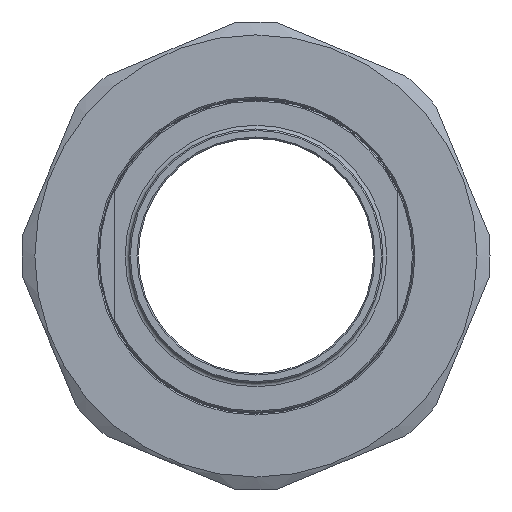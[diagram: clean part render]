
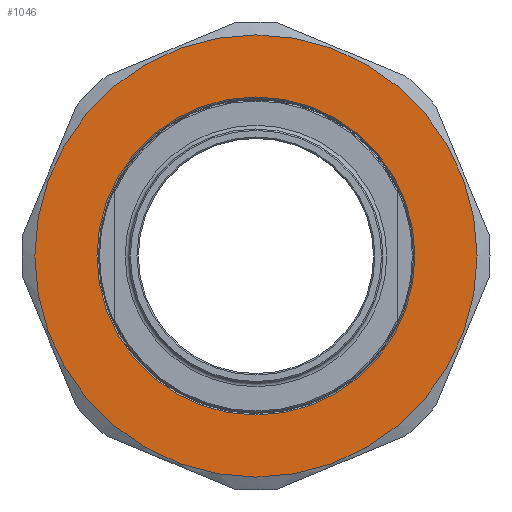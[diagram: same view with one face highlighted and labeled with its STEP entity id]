
A CAD part, left-side view. The second image highlights one B-rep face of the part: STEP entity #1046.
In plain terms, the highlighted planar face has unit normal (-1, 0, 0).
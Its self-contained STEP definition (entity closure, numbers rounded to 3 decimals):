
#36=FACE_BOUND('',#198,.T.);
#94=PLANE('',#1212);
#132=FACE_OUTER_BOUND('',#197,.T.);
#197=EDGE_LOOP('',(#811));
#198=EDGE_LOOP('',(#812));
#370=CIRCLE('',#1192,47.);
#380=CIRCLE('',#1211,33.8);
#472=VERTEX_POINT('',#1813);
#481=VERTEX_POINT('',#1845);
#593=EDGE_CURVE('',#472,#472,#370,.T.);
#606=EDGE_CURVE('',#481,#481,#380,.T.);
#811=ORIENTED_EDGE('',*,*,#593,.T.);
#812=ORIENTED_EDGE('',*,*,#606,.F.);
#1046=ADVANCED_FACE('',(#132,#36),#94,.T.);
#1192=AXIS2_PLACEMENT_3D('',#1815,#1399,#1400);
#1211=AXIS2_PLACEMENT_3D('',#1846,#1440,#1441);
#1212=AXIS2_PLACEMENT_3D('',#1848,#1443,#1444);
#1399=DIRECTION('center_axis',(-1.,0.,0.));
#1400=DIRECTION('ref_axis',(0.,1.,0.));
#1440=DIRECTION('center_axis',(-1.,0.,0.));
#1441=DIRECTION('ref_axis',(0.,0.,-1.));
#1443=DIRECTION('center_axis',(-1.,0.,0.));
#1444=DIRECTION('ref_axis',(0.,0.,1.));
#1813=CARTESIAN_POINT('',(-28.,-47.,0.));
#1815=CARTESIAN_POINT('Origin',(-28.,0.,0.));
#1845=CARTESIAN_POINT('',(-28.,0.,33.8));
#1846=CARTESIAN_POINT('Origin',(-28.,0.,0.));
#1848=CARTESIAN_POINT('Origin',(-28.,0.,0.));
